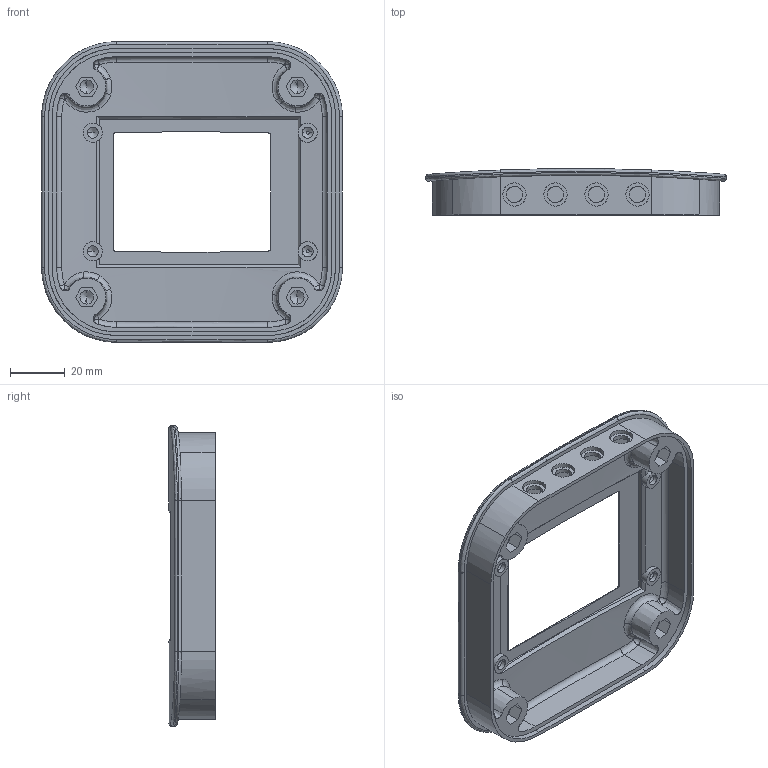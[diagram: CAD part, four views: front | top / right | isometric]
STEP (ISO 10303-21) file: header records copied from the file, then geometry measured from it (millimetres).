
FILE_DESCRIPTION(('CATIA V5 STEP Exchange'),'2;1');
FILE_NAME('Deckel_ohne_Anschluss.stp','2015-12-28T23:51:42+00:00',('none'),('none'),'CATIA Version 5 Release 19 SP 9 (IN-10)','CATIA V5 STEP AP203','none');
FILE_SCHEMA(('CONFIG_CONTROL_DESIGN'));
Length unit declared in the file: millimetre
Products named in the file (1): Deckel_oben
Bounding box: 110 x 17 x 110 mm (x, y, z)
Volume: 45584 mm3; surface area: 29889.2 mm2
Topology: 1 solids, 1 shells, 272 faces, 699 edges, 437 vertices
Faces by surface type: bspline 81, plane 73, cylinder 57, cone 26, sphere 16, extrusion 13, torus 6
Entity records: 17049 total; most frequent: CARTESIAN_POINT 11600, ORIENTED_EDGE 1374, EDGE_CURVE 687, DIRECTION 677, VERTEX_POINT 437, EDGE_LOOP 302, B_SPLINE_CURVE_WITH_KNOTS 281, ADVANCED_FACE 272
